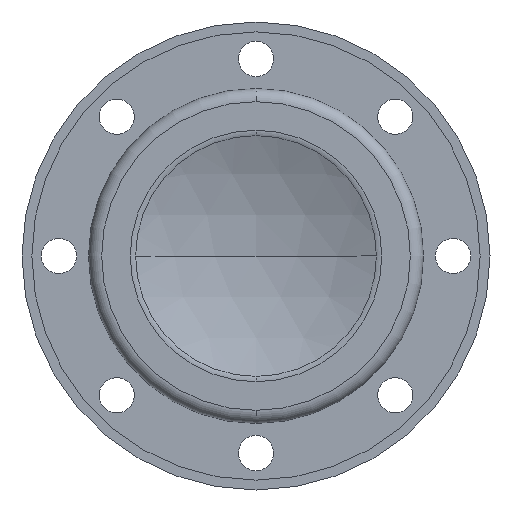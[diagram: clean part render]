
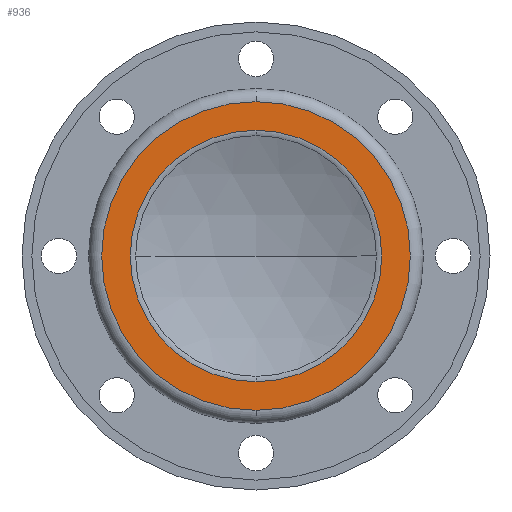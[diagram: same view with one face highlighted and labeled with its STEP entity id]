
A CAD part, front view. The second image highlights one B-rep face of the part: STEP entity #936.
In plain terms, the highlighted planar face has unit normal (0, -1, 0).
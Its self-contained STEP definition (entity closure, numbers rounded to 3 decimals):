
#39 = VERTEX_POINT ( 'NONE', #426 ) ;
#80 = DIRECTION ( 'NONE',  ( 0., 1., 0. ) ) ;
#97 = CARTESIAN_POINT ( 'NONE',  ( -76.571, 0., 0. ) ) ;
#173 = EDGE_LOOP ( 'NONE', ( #1301, #676 ) ) ;
#195 = FACE_BOUND ( 'NONE', #1108, .T. ) ;
#274 = CIRCLE ( 'NONE', #797, 94. ) ;
#276 = AXIS2_PLACEMENT_3D ( 'NONE', #97, #286, #515 ) ;
#286 = DIRECTION ( 'NONE',  ( 0., -1., 0. ) ) ;
#341 = DIRECTION ( 'NONE',  ( 0., 1., 0. ) ) ;
#409 = CARTESIAN_POINT ( 'NONE',  ( 0., 0., -76.571 ) ) ;
#422 = EDGE_CURVE ( 'NONE', #39, #991, #822, .T. ) ;
#423 = DIRECTION ( 'NONE',  ( 0., 0., 1. ) ) ;
#424 = ORIENTED_EDGE ( 'NONE', *, *, #538, .T. ) ;
#426 = CARTESIAN_POINT ( 'NONE',  ( 0., 0., -94. ) ) ;
#472 = CIRCLE ( 'NONE', #989, 76.571 ) ;
#491 = PLANE ( 'NONE',  #276 ) ;
#496 = EDGE_CURVE ( 'NONE', #829, #537, #472, .T. ) ;
#502 = DIRECTION ( 'NONE',  ( 0., 0., 1. ) ) ;
#515 = DIRECTION ( 'NONE',  ( 0., 0., -1. ) ) ;
#516 = DIRECTION ( 'NONE',  ( 0., 1., 0. ) ) ;
#537 = VERTEX_POINT ( 'NONE', #409 ) ;
#538 = EDGE_CURVE ( 'NONE', #537, #829, #932, .T. ) ;
#563 = CARTESIAN_POINT ( 'NONE',  ( 0., 0., 76.571 ) ) ;
#597 = EDGE_CURVE ( 'NONE', #991, #39, #274, .T. ) ;
#676 = ORIENTED_EDGE ( 'NONE', *, *, #422, .F. ) ;
#741 = DIRECTION ( 'NONE',  ( 0., 0., 1. ) ) ;
#746 = DIRECTION ( 'NONE',  ( 0., 0., 1. ) ) ;
#789 = ORIENTED_EDGE ( 'NONE', *, *, #496, .T. ) ;
#797 = AXIS2_PLACEMENT_3D ( 'NONE', #1052, #1155, #741 ) ;
#806 = FACE_OUTER_BOUND ( 'NONE', #173, .T. ) ;
#821 = CARTESIAN_POINT ( 'NONE',  ( 0., 0., 0. ) ) ;
#822 = CIRCLE ( 'NONE', #1221, 94. ) ;
#829 = VERTEX_POINT ( 'NONE', #563 ) ;
#887 = AXIS2_PLACEMENT_3D ( 'NONE', #821, #341, #746 ) ;
#932 = CIRCLE ( 'NONE', #887, 76.571 ) ;
#936 = ADVANCED_FACE ( 'NONE', ( #195, #806 ), #491, .T. ) ;
#989 = AXIS2_PLACEMENT_3D ( 'NONE', #1022, #80, #502 ) ;
#991 = VERTEX_POINT ( 'NONE', #1041 ) ;
#1022 = CARTESIAN_POINT ( 'NONE',  ( 0., 0., 0. ) ) ;
#1041 = CARTESIAN_POINT ( 'NONE',  ( 0., 0., 94. ) ) ;
#1052 = CARTESIAN_POINT ( 'NONE',  ( 0., 0., 0. ) ) ;
#1108 = EDGE_LOOP ( 'NONE', ( #789, #424 ) ) ;
#1155 = DIRECTION ( 'NONE',  ( 0., 1., 0. ) ) ;
#1216 = CARTESIAN_POINT ( 'NONE',  ( 0., 0., 0. ) ) ;
#1221 = AXIS2_PLACEMENT_3D ( 'NONE', #1216, #516, #423 ) ;
#1301 = ORIENTED_EDGE ( 'NONE', *, *, #597, .F. ) ;
